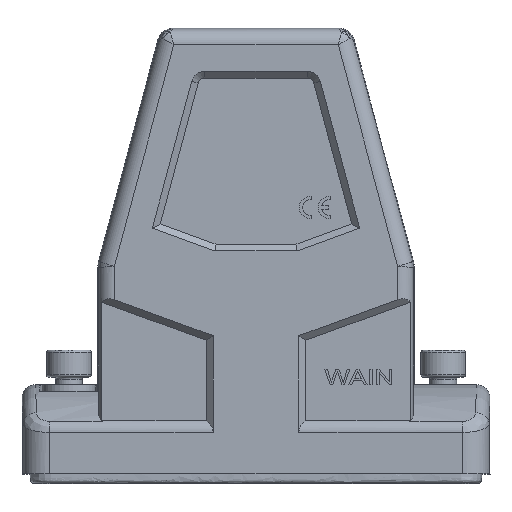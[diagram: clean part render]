
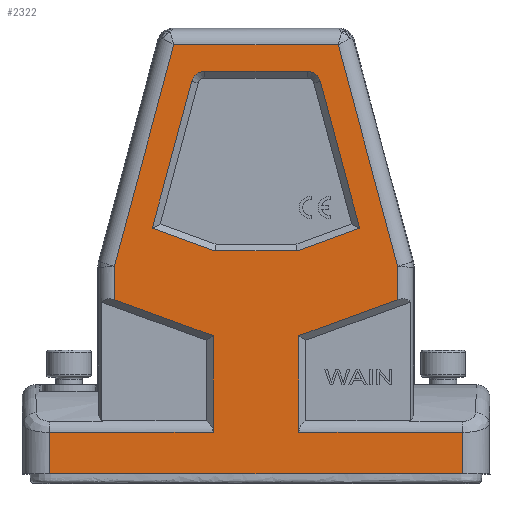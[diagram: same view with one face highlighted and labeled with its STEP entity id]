
A CAD part, top view. The second image highlights one B-rep face of the part: STEP entity #2322.
In plain terms, the highlighted planar face has unit normal (0, 0, 1).
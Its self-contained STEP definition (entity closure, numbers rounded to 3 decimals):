
#177=B_SPLINE_CURVE_WITH_KNOTS('',3,(#12637,#12638,#12639,#12640),
 .UNSPECIFIED.,.F.,.F.,(4,4),(0.,1.),.UNSPECIFIED.);
#178=B_SPLINE_CURVE_WITH_KNOTS('',3,(#12643,#12644,#12645,#12646),
 .UNSPECIFIED.,.F.,.F.,(4,4),(0.,1.),.UNSPECIFIED.);
#179=B_SPLINE_CURVE_WITH_KNOTS('',3,(#12650,#12651,#12652,#12653),
 .UNSPECIFIED.,.F.,.F.,(4,4),(0.,1.),.UNSPECIFIED.);
#180=B_SPLINE_CURVE_WITH_KNOTS('',3,(#12655,#12656,#12657,#12658),
 .UNSPECIFIED.,.F.,.F.,(4,4),(0.,1.),.UNSPECIFIED.);
#181=B_SPLINE_CURVE_WITH_KNOTS('',3,(#12675,#12676,#12677,#12678),
 .UNSPECIFIED.,.F.,.F.,(4,4),(0.,1.),.UNSPECIFIED.);
#182=B_SPLINE_CURVE_WITH_KNOTS('',3,(#12682,#12683,#12684,#12685),
 .UNSPECIFIED.,.F.,.F.,(4,4),(0.,1.),.UNSPECIFIED.);
#183=B_SPLINE_CURVE_WITH_KNOTS('',3,(#12693,#12694,#12695,#12696),
 .UNSPECIFIED.,.F.,.F.,(4,4),(0.,1.),.UNSPECIFIED.);
#571=LINE('',#12621,#1114);
#573=LINE('',#12635,#1116);
#574=LINE('',#12648,#1117);
#575=LINE('',#12660,#1118);
#576=LINE('',#12661,#1119);
#577=LINE('',#12663,#1120);
#578=LINE('',#12665,#1121);
#579=LINE('',#12667,#1122);
#580=LINE('',#12669,#1123);
#581=LINE('',#12671,#1124);
#582=LINE('',#12687,#1125);
#583=LINE('',#12689,#1126);
#584=LINE('',#12691,#1127);
#1114=VECTOR('',#8686,1.);
#1116=VECTOR('',#8690,1.);
#1117=VECTOR('',#8693,1.);
#1118=VECTOR('',#8694,1.);
#1119=VECTOR('',#8695,1.);
#1120=VECTOR('',#8696,1.);
#1121=VECTOR('',#8697,1.);
#1122=VECTOR('',#8698,1.);
#1123=VECTOR('',#8699,1.);
#1124=VECTOR('',#8700,1.);
#1125=VECTOR('',#8705,1.);
#1126=VECTOR('',#8706,1.);
#1127=VECTOR('',#8707,1.);
#2099=PLANE('',#7938);
#2322=ADVANCED_FACE('',(#2939,#2940),#2099,.T.);
#2939=FACE_BOUND('',#3053,.T.);
#2940=FACE_BOUND('',#3054,.T.);
#3053=EDGE_LOOP('',(#3658,#3659,#3660,#3661,#3662,#3663,#3664,#3665,#3666,
#3667,#3668,#3669,#3670,#3671));
#3054=EDGE_LOOP('',(#3672,#3673,#3674,#3675,#3676,#3677,#3678,#3679));
#3658=ORIENTED_EDGE('',*,*,#6593,.T.);
#3659=ORIENTED_EDGE('',*,*,#6594,.T.);
#3660=ORIENTED_EDGE('',*,*,#6595,.F.);
#3661=ORIENTED_EDGE('',*,*,#6596,.T.);
#3662=ORIENTED_EDGE('',*,*,#6597,.T.);
#3663=ORIENTED_EDGE('',*,*,#6598,.F.);
#3664=ORIENTED_EDGE('',*,*,#6592,.F.);
#3665=ORIENTED_EDGE('',*,*,#6588,.T.);
#3666=ORIENTED_EDGE('',*,*,#6599,.F.);
#3667=ORIENTED_EDGE('',*,*,#6600,.T.);
#3668=ORIENTED_EDGE('',*,*,#6601,.F.);
#3669=ORIENTED_EDGE('',*,*,#6602,.T.);
#3670=ORIENTED_EDGE('',*,*,#6603,.T.);
#3671=ORIENTED_EDGE('',*,*,#6604,.F.);
#3672=ORIENTED_EDGE('',*,*,#6605,.F.);
#3673=ORIENTED_EDGE('',*,*,#6606,.T.);
#3674=ORIENTED_EDGE('',*,*,#6607,.F.);
#3675=ORIENTED_EDGE('',*,*,#6608,.T.);
#3676=ORIENTED_EDGE('',*,*,#6609,.F.);
#3677=ORIENTED_EDGE('',*,*,#6610,.T.);
#3678=ORIENTED_EDGE('',*,*,#6611,.T.);
#3679=ORIENTED_EDGE('',*,*,#6612,.T.);
#5850=VERTEX_POINT('',#12620);
#5851=VERTEX_POINT('',#12622);
#5853=VERTEX_POINT('',#12630);
#5854=VERTEX_POINT('',#12641);
#5855=VERTEX_POINT('',#12642);
#5856=VERTEX_POINT('',#12647);
#5857=VERTEX_POINT('',#12649);
#5858=VERTEX_POINT('',#12654);
#5859=VERTEX_POINT('',#12659);
#5860=VERTEX_POINT('',#12662);
#5861=VERTEX_POINT('',#12664);
#5862=VERTEX_POINT('',#12666);
#5863=VERTEX_POINT('',#12668);
#5864=VERTEX_POINT('',#12670);
#5865=VERTEX_POINT('',#12673);
#5866=VERTEX_POINT('',#12674);
#5867=VERTEX_POINT('',#12679);
#5868=VERTEX_POINT('',#12681);
#5869=VERTEX_POINT('',#12686);
#5870=VERTEX_POINT('',#12688);
#5871=VERTEX_POINT('',#12690);
#5872=VERTEX_POINT('',#12692);
#6588=EDGE_CURVE('',#5851,#5850,#571,.T.);
#6592=EDGE_CURVE('',#5851,#5853,#573,.T.);
#6593=EDGE_CURVE('',#5854,#5855,#177,.T.);
#6594=EDGE_CURVE('',#5855,#5856,#178,.T.);
#6595=EDGE_CURVE('',#5857,#5856,#574,.T.);
#6596=EDGE_CURVE('',#5857,#5858,#179,.T.);
#6597=EDGE_CURVE('',#5858,#5859,#180,.T.);
#6598=EDGE_CURVE('',#5853,#5859,#575,.T.);
#6599=EDGE_CURVE('',#5860,#5850,#576,.T.);
#6600=EDGE_CURVE('',#5860,#5861,#577,.T.);
#6601=EDGE_CURVE('',#5862,#5861,#578,.T.);
#6602=EDGE_CURVE('',#5862,#5863,#579,.T.);
#6603=EDGE_CURVE('',#5863,#5864,#580,.T.);
#6604=EDGE_CURVE('',#5854,#5864,#581,.T.);
#6605=EDGE_CURVE('',#5865,#5866,#7668,.T.);
#6606=EDGE_CURVE('',#5865,#5867,#181,.T.);
#6607=EDGE_CURVE('',#5868,#5867,#7669,.T.);
#6608=EDGE_CURVE('',#5868,#5869,#182,.T.);
#6609=EDGE_CURVE('',#5870,#5869,#582,.T.);
#6610=EDGE_CURVE('',#5870,#5871,#583,.T.);
#6611=EDGE_CURVE('',#5871,#5872,#584,.T.);
#6612=EDGE_CURVE('',#5872,#5866,#183,.T.);
#7668=CIRCLE('',#7936,3.);
#7669=CIRCLE('',#7937,3.);
#7936=AXIS2_PLACEMENT_3D('',#12672,#8701,#8702);
#7937=AXIS2_PLACEMENT_3D('',#12680,#8703,#8704);
#7938=AXIS2_PLACEMENT_3D('',#12697,#8708,#8709);
#8686=DIRECTION('',(0.,1.,0.));
#8690=DIRECTION('',(-0.94,-0.342,0.));
#8693=DIRECTION('',(-1.,0.,0.));
#8694=DIRECTION('',(0.,-1.,0.));
#8695=DIRECTION('',(0.259,-0.966,0.));
#8696=DIRECTION('',(-1.,0.,0.));
#8697=DIRECTION('',(0.259,0.966,0.));
#8698=DIRECTION('',(0.,-1.,0.));
#8699=DIRECTION('',(0.94,-0.342,0.));
#8700=DIRECTION('',(0.,1.,0.));
#8701=DIRECTION('',(0.,0.,1.));
#8702=DIRECTION('',(0.,1.,0.));
#8703=DIRECTION('',(0.,0.,1.));
#8704=DIRECTION('',(0.966,0.259,0.));
#8705=DIRECTION('',(0.94,0.342,0.));
#8706=DIRECTION('',(-1.,0.,0.));
#8707=DIRECTION('',(-0.94,0.342,0.));
#8708=DIRECTION('',(0.,0.,1.));
#8709=DIRECTION('',(1.,0.,0.));
#12620=CARTESIAN_POINT('',(31.782,46.51,28.5));
#12621=CARTESIAN_POINT('',(31.782,39.052,28.5));
#12622=CARTESIAN_POINT('',(31.782,39.052,28.5));
#12630=CARTESIAN_POINT('',(9.621,30.986,28.5));
#12635=CARTESIAN_POINT('',(31.782,39.052,28.5));
#12637=CARTESIAN_POINT('',(-9.621,9.285,28.5));
#12638=CARTESIAN_POINT('',(-21.849,9.285,28.5));
#12639=CARTESIAN_POINT('',(-34.076,9.285,28.5));
#12640=CARTESIAN_POINT('',(-46.303,9.285,28.5));
#12641=CARTESIAN_POINT('',(-9.621,9.285,28.5));
#12642=CARTESIAN_POINT('',(-46.303,9.285,28.5));
#12643=CARTESIAN_POINT('',(-46.303,9.285,28.5));
#12644=CARTESIAN_POINT('',(-46.303,6.19,28.5));
#12645=CARTESIAN_POINT('',(-46.303,3.095,28.5));
#12646=CARTESIAN_POINT('',(-46.303,0.,28.5));
#12647=CARTESIAN_POINT('',(-46.303,0.,28.5));
#12648=CARTESIAN_POINT('',(46.303,0.,28.5));
#12649=CARTESIAN_POINT('',(46.303,0.,28.5));
#12650=CARTESIAN_POINT('',(46.303,0.,28.5));
#12651=CARTESIAN_POINT('',(46.303,3.095,28.5));
#12652=CARTESIAN_POINT('',(46.303,6.19,28.5));
#12653=CARTESIAN_POINT('',(46.303,9.285,28.5));
#12654=CARTESIAN_POINT('',(46.303,9.285,28.5));
#12655=CARTESIAN_POINT('',(46.303,9.285,28.5));
#12656=CARTESIAN_POINT('',(34.076,9.285,28.5));
#12657=CARTESIAN_POINT('',(21.849,9.285,28.5));
#12658=CARTESIAN_POINT('',(9.621,9.285,28.5));
#12659=CARTESIAN_POINT('',(9.621,9.285,28.5));
#12660=CARTESIAN_POINT('',(9.621,30.986,28.5));
#12661=CARTESIAN_POINT('',(18.446,96.282,28.5));
#12662=CARTESIAN_POINT('',(18.446,96.282,28.5));
#12663=CARTESIAN_POINT('',(18.446,96.282,28.5));
#12664=CARTESIAN_POINT('',(-18.446,96.282,28.5));
#12665=CARTESIAN_POINT('',(-31.782,46.51,28.5));
#12666=CARTESIAN_POINT('',(-31.782,46.51,28.5));
#12667=CARTESIAN_POINT('',(-31.782,46.51,28.5));
#12668=CARTESIAN_POINT('',(-31.782,39.052,28.5));
#12669=CARTESIAN_POINT('',(-31.782,39.052,28.5));
#12670=CARTESIAN_POINT('',(-9.621,30.986,28.5));
#12671=CARTESIAN_POINT('',(-9.621,9.285,28.5));
#12672=CARTESIAN_POINT('',(-11.54,87.282,28.5));
#12673=CARTESIAN_POINT('',(-11.54,90.282,28.5));
#12674=CARTESIAN_POINT('',(-14.437,88.059,28.5));
#12675=CARTESIAN_POINT('',(-11.54,90.282,28.5));
#12676=CARTESIAN_POINT('',(-3.847,90.282,28.5));
#12677=CARTESIAN_POINT('',(3.847,90.282,28.5));
#12678=CARTESIAN_POINT('',(11.54,90.282,28.5));
#12679=CARTESIAN_POINT('',(11.54,90.282,28.5));
#12680=CARTESIAN_POINT('',(11.54,87.282,28.5));
#12681=CARTESIAN_POINT('',(14.437,88.059,28.5));
#12682=CARTESIAN_POINT('',(14.437,88.059,28.5));
#12683=CARTESIAN_POINT('',(17.38,77.075,28.5));
#12684=CARTESIAN_POINT('',(20.323,66.091,28.5));
#12685=CARTESIAN_POINT('',(23.266,55.107,28.5));
#12686=CARTESIAN_POINT('',(23.266,55.107,28.5));
#12687=CARTESIAN_POINT('',(9.234,50.,28.5));
#12688=CARTESIAN_POINT('',(9.234,50.,28.5));
#12689=CARTESIAN_POINT('',(9.234,50.,28.5));
#12690=CARTESIAN_POINT('',(-9.234,50.,28.5));
#12691=CARTESIAN_POINT('',(-9.234,50.,28.5));
#12692=CARTESIAN_POINT('',(-23.266,55.107,28.5));
#12693=CARTESIAN_POINT('',(-23.266,55.107,28.5));
#12694=CARTESIAN_POINT('',(-20.323,66.091,28.5));
#12695=CARTESIAN_POINT('',(-17.38,77.075,28.5));
#12696=CARTESIAN_POINT('',(-14.437,88.059,28.5));
#12697=CARTESIAN_POINT('',(0.,0.,28.5));
